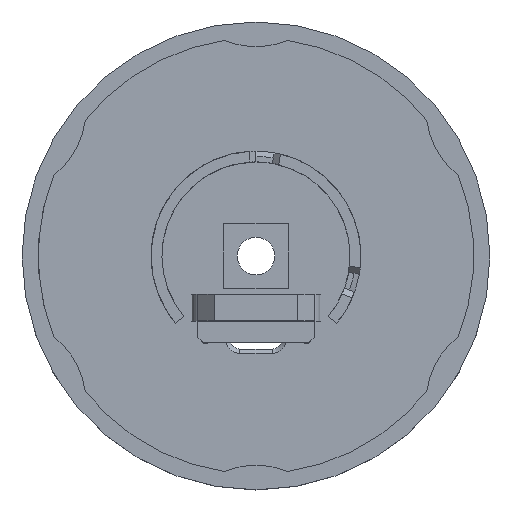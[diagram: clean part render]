
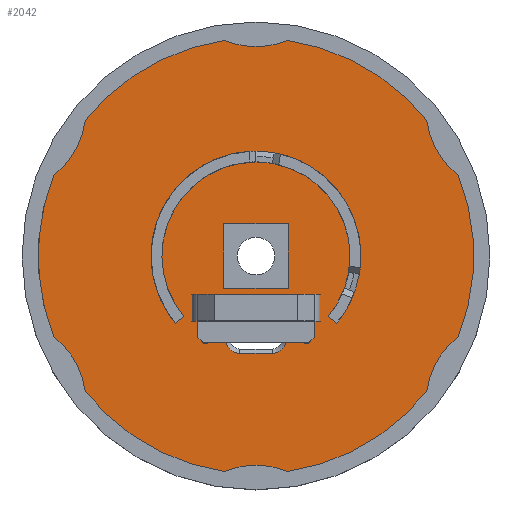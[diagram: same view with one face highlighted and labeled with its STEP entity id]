
A CAD part, top view. The second image highlights one B-rep face of the part: STEP entity #2042.
In plain terms, the highlighted planar face has unit normal (0, 0, 1).
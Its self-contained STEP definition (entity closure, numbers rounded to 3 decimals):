
#47=FACE_BOUND('',#347,.T.);
#48=FACE_BOUND('',#348,.T.);
#49=FACE_BOUND('',#349,.T.);
#50=FACE_BOUND('',#350,.T.);
#51=FACE_BOUND('',#351,.T.);
#107=CIRCLE('',#2178,2.55);
#109=CIRCLE('',#2182,2.55);
#110=CIRCLE('',#2185,41.5);
#111=CIRCLE('',#2186,17.5);
#112=CIRCLE('',#2187,19.5);
#227=FACE_OUTER_BOUND('',#346,.T.);
#346=EDGE_LOOP('',(#1398));
#347=EDGE_LOOP('',(#1399,#1400,#1401,#1402,#1403,#1404,#1405));
#348=EDGE_LOOP('',(#1406,#1407,#1408,#1409));
#349=EDGE_LOOP('',(#1410,#1411,#1412,#1413,#1414,#1415,#1416));
#350=EDGE_LOOP('',(#1417,#1418,#1419,#1420));
#351=EDGE_LOOP('',(#1421,#1422,#1423,#1424));
#487=LINE('',#3062,#672);
#491=LINE('',#3073,#676);
#494=LINE('',#3084,#679);
#495=LINE('',#3086,#680);
#496=LINE('',#3088,#681);
#497=LINE('',#3090,#682);
#498=LINE('',#3092,#683);
#499=LINE('',#3094,#684);
#500=LINE('',#3095,#685);
#501=LINE('',#3098,#686);
#502=LINE('',#3100,#687);
#503=LINE('',#3102,#688);
#504=LINE('',#3103,#689);
#505=LINE('',#3106,#690);
#506=LINE('',#3108,#691);
#507=LINE('',#3110,#692);
#508=LINE('',#3112,#693);
#509=LINE('',#3114,#694);
#510=LINE('',#3116,#695);
#511=LINE('',#3117,#696);
#512=LINE('',#3122,#697);
#513=LINE('',#3125,#698);
#672=VECTOR('',#2431,10.);
#676=VECTOR('',#2443,10.);
#679=VECTOR('',#2456,10.);
#680=VECTOR('',#2457,10.);
#681=VECTOR('',#2458,10.);
#682=VECTOR('',#2459,10.);
#683=VECTOR('',#2460,10.);
#684=VECTOR('',#2461,10.);
#685=VECTOR('',#2462,10.);
#686=VECTOR('',#2463,10.);
#687=VECTOR('',#2464,10.);
#688=VECTOR('',#2465,10.);
#689=VECTOR('',#2466,10.);
#690=VECTOR('',#2467,10.);
#691=VECTOR('',#2468,10.);
#692=VECTOR('',#2469,10.);
#693=VECTOR('',#2470,10.);
#694=VECTOR('',#2471,10.);
#695=VECTOR('',#2472,10.);
#696=VECTOR('',#2473,10.);
#697=VECTOR('',#2476,10.);
#698=VECTOR('',#2479,10.);
#857=VERTEX_POINT('',#3059);
#858=VERTEX_POINT('',#3061);
#860=VERTEX_POINT('',#3066);
#861=VERTEX_POINT('',#3071);
#862=VERTEX_POINT('',#3080);
#863=VERTEX_POINT('',#3082);
#864=VERTEX_POINT('',#3083);
#865=VERTEX_POINT('',#3085);
#866=VERTEX_POINT('',#3087);
#867=VERTEX_POINT('',#3089);
#868=VERTEX_POINT('',#3091);
#869=VERTEX_POINT('',#3093);
#870=VERTEX_POINT('',#3096);
#871=VERTEX_POINT('',#3097);
#872=VERTEX_POINT('',#3099);
#873=VERTEX_POINT('',#3101);
#874=VERTEX_POINT('',#3104);
#875=VERTEX_POINT('',#3105);
#876=VERTEX_POINT('',#3107);
#877=VERTEX_POINT('',#3109);
#878=VERTEX_POINT('',#3111);
#879=VERTEX_POINT('',#3113);
#880=VERTEX_POINT('',#3115);
#881=VERTEX_POINT('',#3118);
#882=VERTEX_POINT('',#3119);
#883=VERTEX_POINT('',#3121);
#884=VERTEX_POINT('',#3123);
#1061=EDGE_CURVE('',#857,#858,#487,.T.);
#1064=EDGE_CURVE('',#860,#857,#107,.T.);
#1067=EDGE_CURVE('',#861,#860,#491,.T.);
#1069=EDGE_CURVE('',#858,#861,#109,.T.);
#1071=EDGE_CURVE('',#862,#862,#110,.T.);
#1072=EDGE_CURVE('',#863,#864,#494,.T.);
#1073=EDGE_CURVE('',#863,#865,#495,.T.);
#1074=EDGE_CURVE('',#865,#866,#496,.T.);
#1075=EDGE_CURVE('',#867,#866,#497,.F.);
#1076=EDGE_CURVE('',#867,#868,#498,.T.);
#1077=EDGE_CURVE('',#868,#869,#499,.T.);
#1078=EDGE_CURVE('',#869,#864,#500,.T.);
#1079=EDGE_CURVE('',#870,#871,#501,.T.);
#1080=EDGE_CURVE('',#871,#872,#502,.T.);
#1081=EDGE_CURVE('',#872,#873,#503,.T.);
#1082=EDGE_CURVE('',#873,#870,#504,.T.);
#1083=EDGE_CURVE('',#874,#875,#505,.T.);
#1084=EDGE_CURVE('',#875,#876,#506,.T.);
#1085=EDGE_CURVE('',#876,#877,#507,.T.);
#1086=EDGE_CURVE('',#878,#877,#508,.F.);
#1087=EDGE_CURVE('',#878,#879,#509,.T.);
#1088=EDGE_CURVE('',#879,#880,#510,.T.);
#1089=EDGE_CURVE('',#880,#874,#511,.T.);
#1090=EDGE_CURVE('',#881,#882,#111,.T.);
#1091=EDGE_CURVE('',#882,#883,#512,.T.);
#1092=EDGE_CURVE('',#883,#884,#112,.T.);
#1093=EDGE_CURVE('',#884,#881,#513,.T.);
#1398=ORIENTED_EDGE('',*,*,#1071,.T.);
#1399=ORIENTED_EDGE('',*,*,#1072,.F.);
#1400=ORIENTED_EDGE('',*,*,#1073,.T.);
#1401=ORIENTED_EDGE('',*,*,#1074,.T.);
#1402=ORIENTED_EDGE('',*,*,#1075,.F.);
#1403=ORIENTED_EDGE('',*,*,#1076,.T.);
#1404=ORIENTED_EDGE('',*,*,#1077,.T.);
#1405=ORIENTED_EDGE('',*,*,#1078,.T.);
#1406=ORIENTED_EDGE('',*,*,#1079,.T.);
#1407=ORIENTED_EDGE('',*,*,#1080,.T.);
#1408=ORIENTED_EDGE('',*,*,#1081,.T.);
#1409=ORIENTED_EDGE('',*,*,#1082,.T.);
#1410=ORIENTED_EDGE('',*,*,#1083,.T.);
#1411=ORIENTED_EDGE('',*,*,#1084,.T.);
#1412=ORIENTED_EDGE('',*,*,#1085,.T.);
#1413=ORIENTED_EDGE('',*,*,#1086,.F.);
#1414=ORIENTED_EDGE('',*,*,#1087,.T.);
#1415=ORIENTED_EDGE('',*,*,#1088,.T.);
#1416=ORIENTED_EDGE('',*,*,#1089,.T.);
#1417=ORIENTED_EDGE('',*,*,#1090,.T.);
#1418=ORIENTED_EDGE('',*,*,#1091,.T.);
#1419=ORIENTED_EDGE('',*,*,#1092,.T.);
#1420=ORIENTED_EDGE('',*,*,#1093,.T.);
#1421=ORIENTED_EDGE('',*,*,#1061,.F.);
#1422=ORIENTED_EDGE('',*,*,#1064,.F.);
#1423=ORIENTED_EDGE('',*,*,#1067,.F.);
#1424=ORIENTED_EDGE('',*,*,#1069,.F.);
#1968=PLANE('',#2184);
#2042=ADVANCED_FACE('',(#227,#47,#48,#49,#50,#51),#1968,.T.);
#2178=AXIS2_PLACEMENT_3D('',#3068,#2436,#2437);
#2182=AXIS2_PLACEMENT_3D('',#3076,#2447,#2448);
#2184=AXIS2_PLACEMENT_3D('',#3079,#2452,#2453);
#2185=AXIS2_PLACEMENT_3D('',#3081,#2454,#2455);
#2186=AXIS2_PLACEMENT_3D('',#3120,#2474,#2475);
#2187=AXIS2_PLACEMENT_3D('',#3124,#2477,#2478);
#2431=DIRECTION('',(-1.,0.,0.));
#2436=DIRECTION('center_axis',(0.,0.,1.));
#2437=DIRECTION('ref_axis',(0.,-1.,0.));
#2443=DIRECTION('',(1.,0.,0.));
#2447=DIRECTION('center_axis',(0.,0.,1.));
#2448=DIRECTION('ref_axis',(0.,1.,0.));
#2452=DIRECTION('center_axis',(0.,0.,1.));
#2453=DIRECTION('ref_axis',(1.,0.,0.));
#2454=DIRECTION('center_axis',(0.,0.,1.));
#2455=DIRECTION('ref_axis',(1.,0.,0.));
#2456=DIRECTION('',(0.,-1.,0.));
#2457=DIRECTION('',(1.,0.,0.));
#2458=DIRECTION('',(0.,-1.,0.));
#2459=DIRECTION('',(-0.707,-0.707,0.));
#2460=DIRECTION('',(-1.,0.,0.));
#2461=DIRECTION('',(0.,1.,0.));
#2462=DIRECTION('',(-1.,0.,0.));
#2463=DIRECTION('',(1.,0.,0.));
#2464=DIRECTION('',(0.,-1.,0.));
#2465=DIRECTION('',(-1.,0.,0.));
#2466=DIRECTION('',(0.,1.,0.));
#2467=DIRECTION('',(-1.,0.,0.));
#2468=DIRECTION('',(0.,-1.,0.));
#2469=DIRECTION('',(-1.,0.,0.));
#2470=DIRECTION('',(-0.707,0.707,0.));
#2471=DIRECTION('',(0.,1.,0.));
#2472=DIRECTION('',(1.,0.,0.));
#2473=DIRECTION('',(0.,-1.,0.));
#2474=DIRECTION('center_axis',(0.,0.,1.));
#2475=DIRECTION('ref_axis',(0.766,-0.643,0.));
#2476=DIRECTION('',(-0.766,-0.643,0.));
#2477=DIRECTION('center_axis',(0.,0.,-1.));
#2478=DIRECTION('ref_axis',(0.766,-0.643,0.));
#2479=DIRECTION('',(-0.766,0.643,0.));
#3059=CARTESIAN_POINT('',(3.,-13.,2.));
#3061=CARTESIAN_POINT('',(-3.,-13.,2.));
#3062=CARTESIAN_POINT('',(-1.5,-13.,2.));
#3066=CARTESIAN_POINT('',(3.,-18.1,2.));
#3068=CARTESIAN_POINT('Origin',(3.,-15.55,2.));
#3071=CARTESIAN_POINT('',(-3.,-18.1,2.));
#3073=CARTESIAN_POINT('',(1.5,-18.1,2.));
#3076=CARTESIAN_POINT('Origin',(-3.,-15.55,2.));
#3079=CARTESIAN_POINT('Origin',(0.,0.,2.));
#3080=CARTESIAN_POINT('',(-41.5,0.,2.));
#3081=CARTESIAN_POINT('Origin',(0.,0.,2.));
#3082=CARTESIAN_POINT('',(2.,-7.2,2.));
#3083=CARTESIAN_POINT('',(2.,-12.2,2.));
#3084=CARTESIAN_POINT('',(2.,-7.2,2.));
#3085=CARTESIAN_POINT('',(10.8,-7.2,2.));
#3086=CARTESIAN_POINT('',(5.4,-7.2,2.));
#3087=CARTESIAN_POINT('',(10.8,-15.2,2.));
#3088=CARTESIAN_POINT('',(10.8,-6.1,2.));
#3089=CARTESIAN_POINT('',(9.8,-16.2,2.));
#3090=CARTESIAN_POINT('',(11.65,-14.35,2.));
#3091=CARTESIAN_POINT('',(9.,-16.2,2.));
#3092=CARTESIAN_POINT('',(4.5,-16.2,2.));
#3093=CARTESIAN_POINT('',(9.,-12.2,2.));
#3094=CARTESIAN_POINT('',(9.,-6.1,2.));
#3095=CARTESIAN_POINT('',(-5.4,-12.2,2.));
#3096=CARTESIAN_POINT('',(-6.,6.,2.));
#3097=CARTESIAN_POINT('',(6.,6.,2.));
#3098=CARTESIAN_POINT('',(-3.,6.,2.));
#3099=CARTESIAN_POINT('',(6.,-6.,2.));
#3100=CARTESIAN_POINT('',(6.,3.,2.));
#3101=CARTESIAN_POINT('',(-6.,-6.,2.));
#3102=CARTESIAN_POINT('',(3.,-6.,2.));
#3103=CARTESIAN_POINT('',(-6.,-3.,2.));
#3104=CARTESIAN_POINT('',(-2.,-12.2,2.));
#3105=CARTESIAN_POINT('',(-9.,-12.2,2.));
#3106=CARTESIAN_POINT('',(-5.4,-12.2,2.));
#3107=CARTESIAN_POINT('',(-9.,-16.2,2.));
#3108=CARTESIAN_POINT('',(-9.,-8.1,2.));
#3109=CARTESIAN_POINT('',(-9.8,-16.2,2.));
#3110=CARTESIAN_POINT('',(-5.4,-16.2,2.));
#3111=CARTESIAN_POINT('',(-10.8,-15.2,2.));
#3112=CARTESIAN_POINT('',(-11.65,-14.35,2.));
#3113=CARTESIAN_POINT('',(-10.8,-7.2,2.));
#3114=CARTESIAN_POINT('',(-10.8,-6.1,2.));
#3115=CARTESIAN_POINT('',(-2.,-7.2,2.));
#3116=CARTESIAN_POINT('',(5.4,-7.2,2.));
#3117=CARTESIAN_POINT('',(-2.,-7.2,2.));
#3118=CARTESIAN_POINT('',(13.406,-11.249,2.));
#3119=CARTESIAN_POINT('',(-13.406,-11.249,2.));
#3120=CARTESIAN_POINT('Origin',(0.,0.,2.));
#3121=CARTESIAN_POINT('',(-14.938,-12.534,2.));
#3122=CARTESIAN_POINT('',(-7.469,-6.267,2.));
#3123=CARTESIAN_POINT('',(14.938,-12.534,2.));
#3124=CARTESIAN_POINT('Origin',(0.,0.,2.));
#3125=CARTESIAN_POINT('',(6.703,-5.624,2.));
